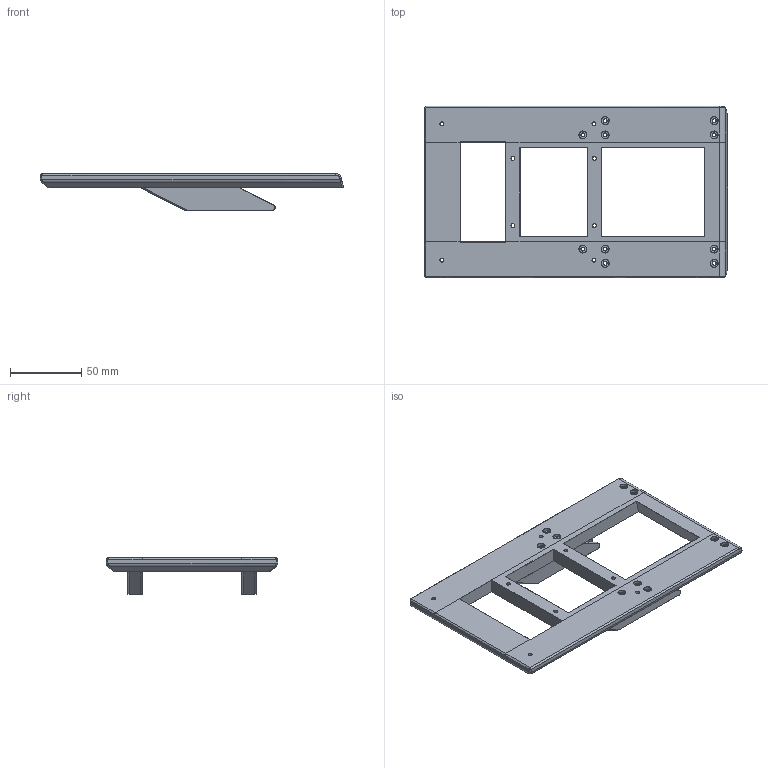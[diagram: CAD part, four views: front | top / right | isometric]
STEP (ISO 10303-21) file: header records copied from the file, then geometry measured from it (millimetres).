
FILE_DESCRIPTION(('HOOPS Exchange Step'),'2;1');
FILE_NAME('temp_export','2024-07-16T00:05:52-22:00',('mobile'),('Shapr3D Limited'),'HOOPS Exchange 2024.2','Shapr3D','Authorized');
FILE_SCHEMA( ('AUTOMOTIVE_DESIGN { 1 0 10303 214 1 1 1 1 }') );
Length unit declared in the file: millimetre
Products named in the file (2): Mobile_Setup_Headplate.step; root
Assembly tree (1 placements, depth 2):
  root
    Mobile_Setup_Headplate.step
Bounding box: 212.4 x 120 x 25.74 mm (x, y, z)
Volume: 168710.3 mm3; surface area: 50442.2 mm2
Topology: 1 solids, 1 shells, 292 faces, 731 edges, 449 vertices
Faces by surface type: plane 123, cone 66, cylinder 58, bspline 45
Full cylindrical faces by diameter (mm): 2.55 x18, 5.35 x18
Entity records: 14038 total; most frequent: CARTESIAN_POINT 7318, ORIENTED_EDGE 1440, DIRECTION 1241, EDGE_CURVE 720, VERTEX_POINT 449, AXIS2_PLACEMENT_3D 427, VECTOR 387, LINE 387
